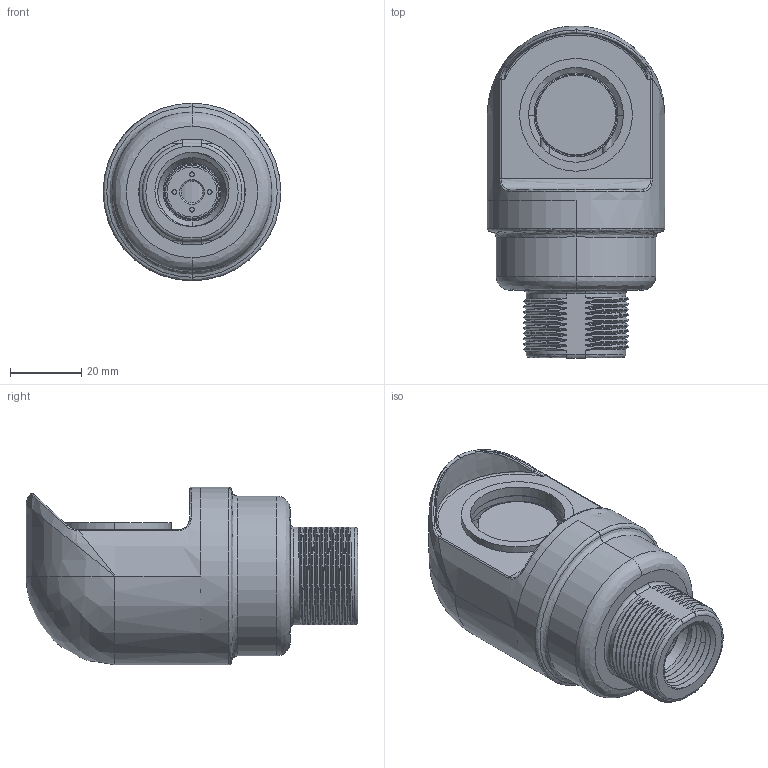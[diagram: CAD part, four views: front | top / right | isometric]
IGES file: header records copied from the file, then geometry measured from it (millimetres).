
Start section:  PTC IGES file: 155017.igs
Global section: file name: 155017.igs; native system: Pro/ENGINEER by Parametric Technology Corporation; preprocessor: 2009141; author: banengservice; organization: Unknown; date: 20101109.162954; units: inch
Bounding box: 50 x 93.4 x 50 mm (x, y, z)
Volume: 47347.8 mm3; surface area: 35260.7 mm2
Topology: 3 solids, 3 shells, 443 faces, 1186 edges, 752 vertices
Faces by surface type: bspline 227, revolution 216
